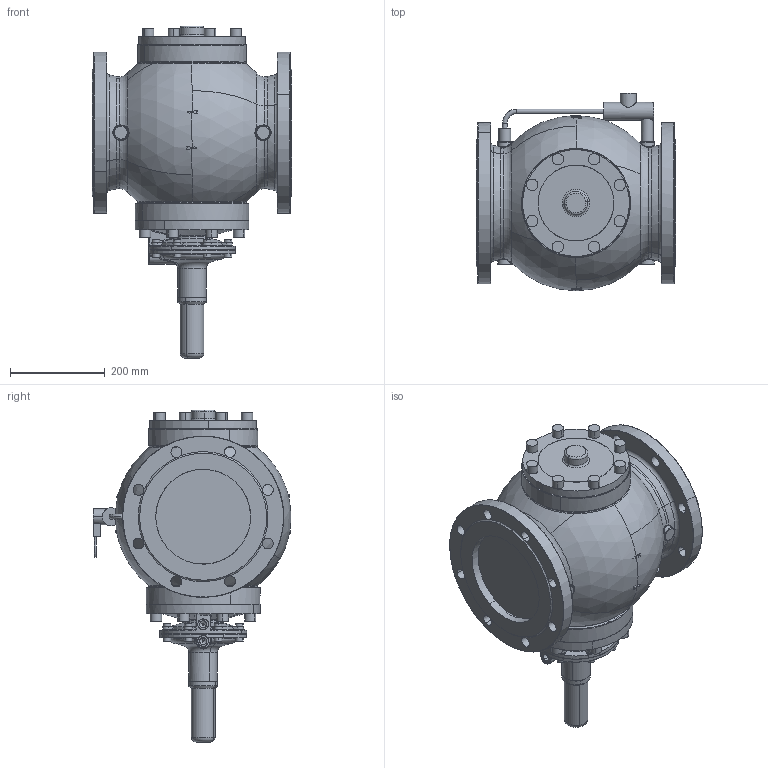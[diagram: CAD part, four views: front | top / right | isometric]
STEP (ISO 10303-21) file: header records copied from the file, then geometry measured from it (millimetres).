
FILE_DESCRIPTION(('CATIA V5 STEP'),'2;1');
FILE_NAME('S 100 DN 200.stp','2011-02-01T09:28:19+00:00',('none'),('none'),'CATIA Version 5 Release 19 SP 8 (IN-10)','CATIA V5 STEP AP214','none');
FILE_SCHEMA(('AUTOMOTIVE_DESIGN { 1 0 10303 214 1 1 1 1 }'));
Length unit declared in the file: millimetre
Products named in the file (1): S100 DN200
Bounding box: 420 x 416.89 x 700 mm (x, y, z)
Volume: 36532928.3 mm3; surface area: 1206421.1 mm2
Topology: 1 solids, 45 shells, 1154 faces, 2856 edges, 1740 vertices
Faces by surface type: cylinder 484, plane 236, torus 171, cone 133, sphere 76, bspline 54
Entity records: 39916 total; most frequent: CARTESIAN_POINT 16151, ORIENTED_EDGE 5548, DIRECTION 3542, EDGE_CURVE 2774, AXIS2_PLACEMENT_3D 1994, VERTEX_POINT 1740, EDGE_LOOP 1260, CIRCLE 1184
